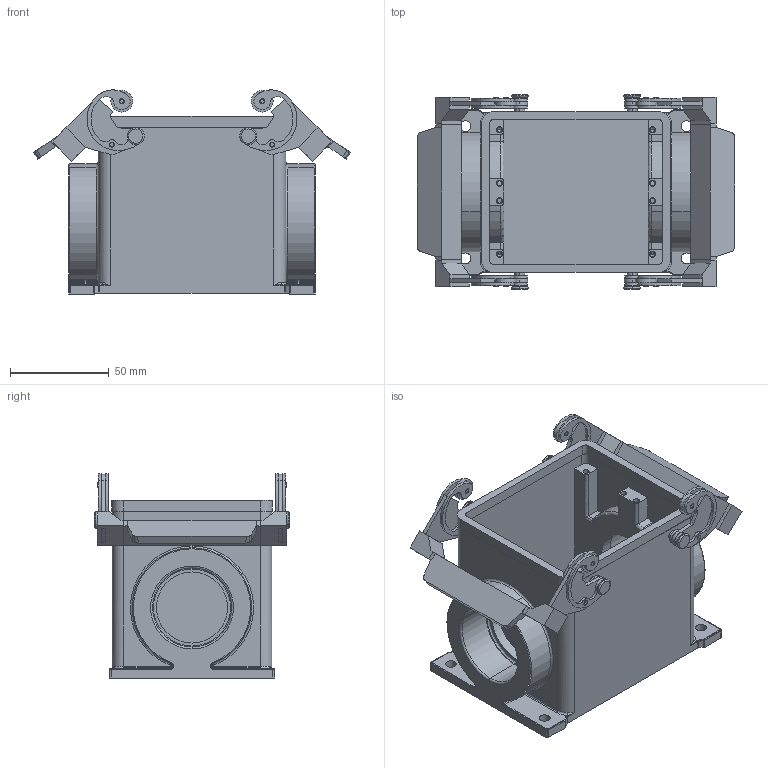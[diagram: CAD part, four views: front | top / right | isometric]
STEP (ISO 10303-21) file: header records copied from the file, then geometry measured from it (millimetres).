
FILE_DESCRIPTION((''),'2;1');
FILE_NAME('MHP 32.40.stp','2006-12-20T16:11:10',('gembarski'),(''),'Autodesk Inventor 7','Autodesk Inventor 7','');
FILE_SCHEMA(('AUTOMOTIVE_DESIGN { 1 0 10303 214 1 1 1 1 }'));
Length unit declared in the file: millimetre
Products named in the file (1): MHP 32.40
Bounding box: 160.7 x 98.5 x 103.44 mm (x, y, z)
Volume: 259412.2 mm3; surface area: 108959.4 mm2
Topology: 1 solids, 5 shells, 818 faces, 2134 edges, 1368 vertices
Faces by surface type: bspline 331, cylinder 269, plane 156, torus 58, cone 4
Entity records: 29456 total; most frequent: CARTESIAN_POINT 9488, ORIENTED_EDGE 4260, DIRECTION 4204, EDGE_CURVE 2130, AXIS2_PLACEMENT_3D 1622, VERTEX_POINT 1368, CIRCLE 1108, VECTOR 960
